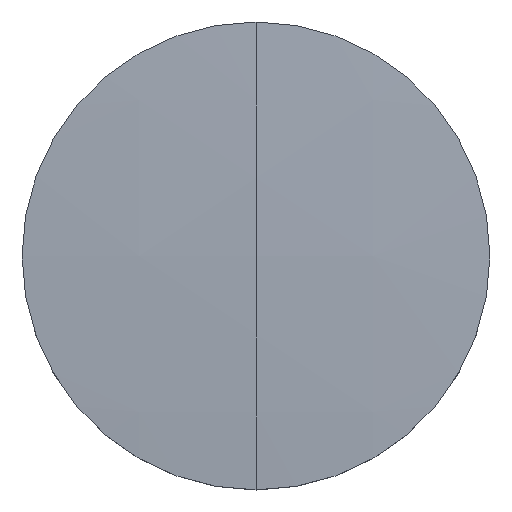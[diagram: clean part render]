
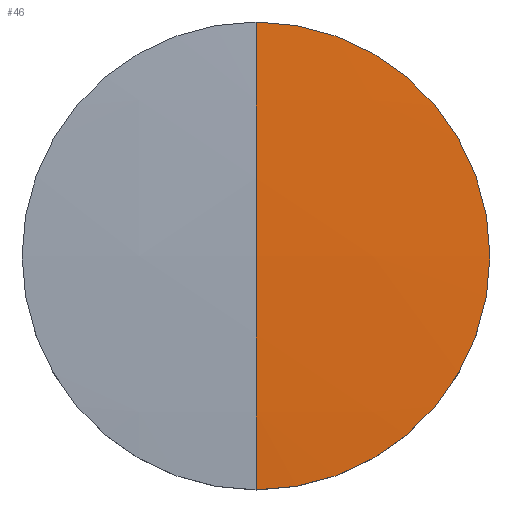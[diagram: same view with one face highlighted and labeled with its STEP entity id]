
A CAD part, top view. The second image highlights one B-rep face of the part: STEP entity #46.
In plain terms, the highlighted spherical face has radius 225.51 mm.
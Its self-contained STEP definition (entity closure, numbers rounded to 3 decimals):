
#2 = EDGE_CURVE ( 'NONE', #3, #4, #122, .T. ) ;
#3 = VERTEX_POINT ( 'NONE', #78 ) ;
#4 = VERTEX_POINT ( 'NONE', #95 ) ;
#29 = ORIENTED_EDGE ( 'NONE', *, *, #53, .F. ) ;
#37 = EDGE_LOOP ( 'NONE', ( #29, #54, #43 ) ) ;
#43 = ORIENTED_EDGE ( 'NONE', *, *, #2, .F. ) ;
#46 = ADVANCED_FACE ( 'NONE', ( #94 ), #96, .T. ) ;
#49 = EDGE_CURVE ( 'NONE', #55, #4, #109, .T. ) ;
#53 = EDGE_CURVE ( 'NONE', #55, #3, #143, .T. ) ;
#54 = ORIENTED_EDGE ( 'NONE', *, *, #49, .T. ) ;
#55 = VERTEX_POINT ( 'NONE', #138 ) ;
#56 = AXIS2_PLACEMENT_3D ( 'NONE', #129, #61, #113 ) ;
#61 = DIRECTION ( 'NONE',  ( 0., 0., -1. ) ) ;
#78 = CARTESIAN_POINT ( 'NONE',  ( 0., 12.7, 1.642 ) ) ;
#90 = CARTESIAN_POINT ( 'NONE',  ( 0., 0., -223.51 ) ) ;
#94 = FACE_OUTER_BOUND ( 'NONE', #37, .T. ) ;
#95 = CARTESIAN_POINT ( 'NONE',  ( 0., -12.7, 1.642 ) ) ;
#96 = SPHERICAL_SURFACE ( 'NONE', #127, 225.51 ) ;
#105 = DIRECTION ( 'NONE',  ( 0., 1., 0. ) ) ;
#106 = DIRECTION ( 'NONE',  ( 1., 0., 0. ) ) ;
#107 = CARTESIAN_POINT ( 'NONE',  ( 0., 0., -223.51 ) ) ;
#108 = AXIS2_PLACEMENT_3D ( 'NONE', #107, #106, #105 ) ;
#109 = CIRCLE ( 'NONE', #108, 225.51 ) ;
#113 = DIRECTION ( 'NONE',  ( 0., 1., 0. ) ) ;
#122 = CIRCLE ( 'NONE', #56, 12.7 ) ;
#125 = DIRECTION ( 'NONE',  ( 0., 1., 0. ) ) ;
#126 = DIRECTION ( 'NONE',  ( 1., 0., 0. ) ) ;
#127 = AXIS2_PLACEMENT_3D ( 'NONE', #90, #126, #125 ) ;
#129 = CARTESIAN_POINT ( 'NONE',  ( 0., 0., 1.642 ) ) ;
#138 = CARTESIAN_POINT ( 'NONE',  ( 0., 0., 2. ) ) ;
#139 = DIRECTION ( 'NONE',  ( 0., 0., 1. ) ) ;
#140 = DIRECTION ( 'NONE',  ( -1., 0., 0. ) ) ;
#141 = CARTESIAN_POINT ( 'NONE',  ( 0., 0., -223.51 ) ) ;
#142 = AXIS2_PLACEMENT_3D ( 'NONE', #141, #140, #139 ) ;
#143 = CIRCLE ( 'NONE', #142, 225.51 ) ;
